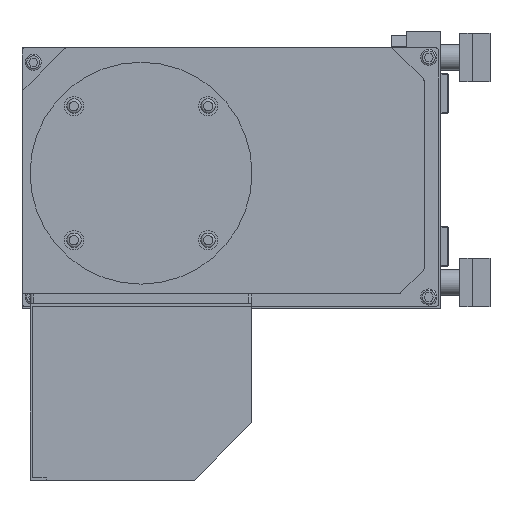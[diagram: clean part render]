
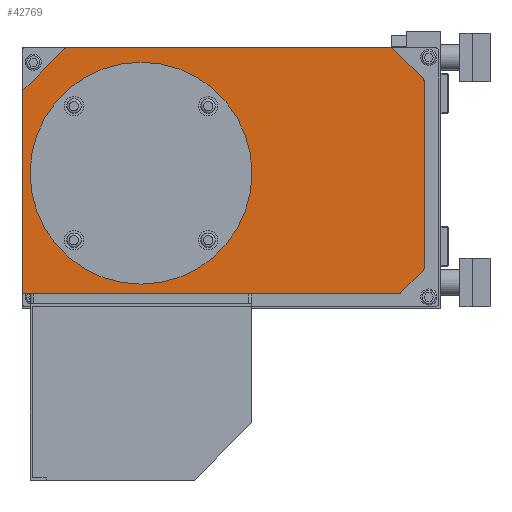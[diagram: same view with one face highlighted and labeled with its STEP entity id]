
A CAD part, left-side view. The second image highlights one B-rep face of the part: STEP entity #42769.
In plain terms, the highlighted planar face has unit normal (-1, 0, 0).
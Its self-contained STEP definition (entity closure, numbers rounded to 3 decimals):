
#4365=LINE('',#82094,#9479);
#4366=LINE('',#82096,#9480);
#4367=LINE('',#82097,#9481);
#4368=LINE('',#82098,#9482);
#4369=LINE('',#82099,#9483);
#4370=LINE('',#82100,#9484);
#4371=LINE('',#82101,#9485);
#9479=VECTOR('',#69514,1000.);
#9480=VECTOR('',#69515,1000.);
#9481=VECTOR('',#69516,1000.);
#9482=VECTOR('',#69517,1000.);
#9483=VECTOR('',#69518,1000.);
#9484=VECTOR('',#69519,1000.);
#9485=VECTOR('',#69520,1000.);
#18638=ORIENTED_EDGE('',*,*,#26514,.T.);
#18639=ORIENTED_EDGE('',*,*,#26411,.T.);
#18640=ORIENTED_EDGE('',*,*,#26515,.T.);
#18641=ORIENTED_EDGE('',*,*,#26407,.T.);
#18642=ORIENTED_EDGE('',*,*,#26516,.T.);
#18643=ORIENTED_EDGE('',*,*,#26403,.T.);
#18644=ORIENTED_EDGE('',*,*,#26517,.T.);
#18645=ORIENTED_EDGE('',*,*,#26399,.T.);
#18646=ORIENTED_EDGE('',*,*,#26518,.T.);
#18647=ORIENTED_EDGE('',*,*,#26395,.T.);
#18648=ORIENTED_EDGE('',*,*,#26519,.T.);
#18649=ORIENTED_EDGE('',*,*,#26391,.T.);
#18650=ORIENTED_EDGE('',*,*,#26520,.T.);
#26391=EDGE_CURVE('',#31037,#31038,#32672,.T.);
#26395=EDGE_CURVE('',#31041,#31042,#32674,.T.);
#26399=EDGE_CURVE('',#31045,#31046,#32676,.T.);
#26403=EDGE_CURVE('',#31049,#31050,#32678,.T.);
#26407=EDGE_CURVE('',#31053,#31054,#32680,.T.);
#26411=EDGE_CURVE('',#31057,#31058,#32682,.T.);
#26514=EDGE_CURVE('',#31135,#31057,#4365,.T.);
#26515=EDGE_CURVE('',#31058,#31053,#4366,.T.);
#26516=EDGE_CURVE('',#31054,#31049,#4367,.T.);
#26517=EDGE_CURVE('',#31050,#31045,#4368,.T.);
#26518=EDGE_CURVE('',#31046,#31041,#4369,.T.);
#26519=EDGE_CURVE('',#31042,#31037,#4370,.T.);
#26520=EDGE_CURVE('',#31038,#31135,#4371,.T.);
#31037=VERTEX_POINT('',#81829);
#31038=VERTEX_POINT('',#81830);
#31041=VERTEX_POINT('',#81838);
#31042=VERTEX_POINT('',#81839);
#31045=VERTEX_POINT('',#81847);
#31046=VERTEX_POINT('',#81848);
#31049=VERTEX_POINT('',#81856);
#31050=VERTEX_POINT('',#81857);
#31053=VERTEX_POINT('',#81865);
#31054=VERTEX_POINT('',#81866);
#31057=VERTEX_POINT('',#81874);
#31058=VERTEX_POINT('',#81875);
#31135=VERTEX_POINT('',#82095);
#32672=CIRCLE('',#60905,2.);
#32674=CIRCLE('',#60908,2.);
#32676=CIRCLE('',#60911,2.);
#32678=CIRCLE('',#60914,2.);
#32680=CIRCLE('',#60917,2.);
#32682=CIRCLE('',#60920,2.);
#34824=EDGE_LOOP('',(#18638,#18639,#18640,#18641,#18642,#18643,#18644,#18645,
#18646,#18647,#18648,#18649,#18650));
#37848=FACE_BOUND('',#34824,.T.);
#40715=PLANE('',#60974);
#42769=ADVANCED_FACE('',(#37848),#40715,.T.);
#60905=AXIS2_PLACEMENT_3D('',#81828,#69276,#69277);
#60908=AXIS2_PLACEMENT_3D('',#81837,#69284,#69285);
#60911=AXIS2_PLACEMENT_3D('',#81846,#69292,#69293);
#60914=AXIS2_PLACEMENT_3D('',#81855,#69300,#69301);
#60917=AXIS2_PLACEMENT_3D('',#81864,#69308,#69309);
#60920=AXIS2_PLACEMENT_3D('',#81873,#69316,#69317);
#60974=AXIS2_PLACEMENT_3D('',#82093,#69512,#69513);
#69276=DIRECTION('',(-1.,0.,0.));
#69277=DIRECTION('',(0.,0.,1.));
#69284=DIRECTION('',(-1.,0.,0.));
#69285=DIRECTION('',(0.,0.,1.));
#69292=DIRECTION('',(-1.,0.,0.));
#69293=DIRECTION('',(0.,0.,1.));
#69300=DIRECTION('',(-1.,0.,0.));
#69301=DIRECTION('',(0.,0.,1.));
#69308=DIRECTION('',(-1.,0.,0.));
#69309=DIRECTION('',(0.,0.,1.));
#69316=DIRECTION('',(-1.,0.,0.));
#69317=DIRECTION('',(0.,0.,1.));
#69512=DIRECTION('',(-1.,0.,0.));
#69513=DIRECTION('',(0.,0.,1.));
#69514=DIRECTION('',(0.,-1.,0.));
#69515=DIRECTION('',(0.,-0.707,0.707));
#69516=DIRECTION('',(0.,0.,1.));
#69517=DIRECTION('',(0.,0.707,0.707));
#69518=DIRECTION('',(0.,1.,0.));
#69519=DIRECTION('',(0.,0.707,-0.707));
#69520=DIRECTION('',(0.,0.,-1.));
#81828=CARTESIAN_POINT('',(-355.,108.,54.172));
#81829=CARTESIAN_POINT('',(-355.,109.414,55.586));
#81830=CARTESIAN_POINT('',(-355.,110.,54.172));
#81837=CARTESIAN_POINT('',(-355.,82.172,80.));
#81838=CARTESIAN_POINT('',(-355.,82.172,82.));
#81839=CARTESIAN_POINT('',(-355.,83.586,81.414));
#81846=CARTESIAN_POINT('',(-355.,-119.172,80.));
#81847=CARTESIAN_POINT('',(-355.,-120.586,81.414));
#81848=CARTESIAN_POINT('',(-355.,-119.172,82.));
#81855=CARTESIAN_POINT('',(-355.,-138.,61.172));
#81856=CARTESIAN_POINT('',(-355.,-140.,61.172));
#81857=CARTESIAN_POINT('',(-355.,-139.414,62.586));
#81864=CARTESIAN_POINT('',(-355.,-138.,-55.172));
#81865=CARTESIAN_POINT('',(-355.,-139.414,-56.586));
#81866=CARTESIAN_POINT('',(-355.,-140.,-55.172));
#81873=CARTESIAN_POINT('',(-355.,-124.172,-69.));
#81874=CARTESIAN_POINT('',(-355.,-124.172,-71.));
#81875=CARTESIAN_POINT('',(-355.,-125.586,-70.414));
#82093=CARTESIAN_POINT('',(-355.,-149.,82.));
#82094=CARTESIAN_POINT('',(-355.,110.,-71.));
#82095=CARTESIAN_POINT('',(-355.,110.,-71.));
#82096=CARTESIAN_POINT('',(-355.,-125.,-71.));
#82097=CARTESIAN_POINT('',(-355.,-140.,-56.));
#82098=CARTESIAN_POINT('',(-355.,-120.,82.));
#82099=CARTESIAN_POINT('',(-355.,83.,82.));
#82100=CARTESIAN_POINT('',(-355.,110.,55.));
#82101=CARTESIAN_POINT('',(-355.,110.,-71.));
